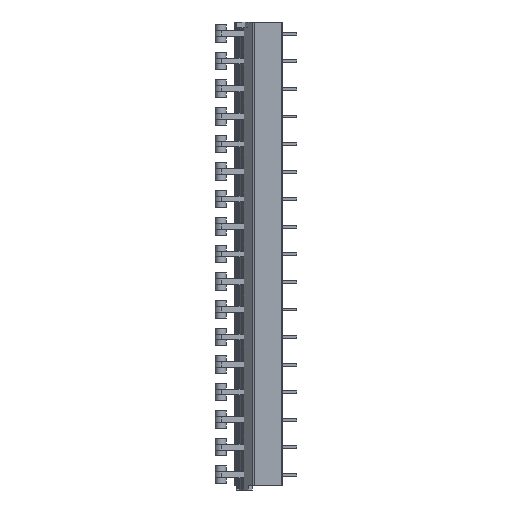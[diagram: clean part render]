
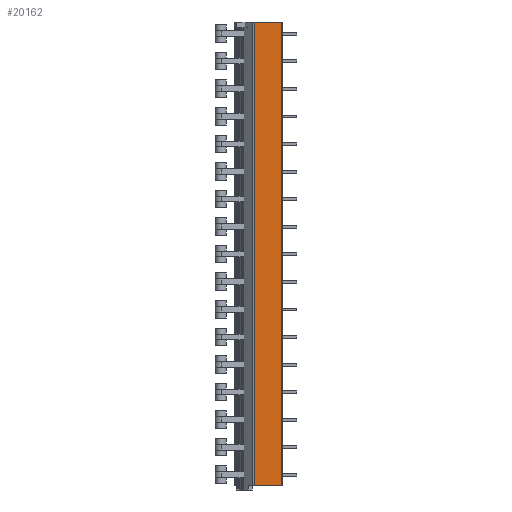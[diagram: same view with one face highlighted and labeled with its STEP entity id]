
A CAD part, left-side view. The second image highlights one B-rep face of the part: STEP entity #20162.
In plain terms, the highlighted planar face has unit normal (-1, 0, 0).
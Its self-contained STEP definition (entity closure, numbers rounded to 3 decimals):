
#30=DIRECTION('',(0.,-1.,0.));
#31=VECTOR('',#30,7.471);
#32=CARTESIAN_POINT('',(0.,7.671,-122.8));
#33=LINE('',#32,#31);
#310=DIRECTION('',(0.,-1.,0.));
#311=VECTOR('',#310,7.471);
#312=CARTESIAN_POINT('',(0.,7.671,3.2));
#313=LINE('',#312,#311);
#611=DIRECTION('',(0.,0.,1.));
#612=VECTOR('',#611,126.);
#613=CARTESIAN_POINT('',(0.,7.671,-122.8));
#614=LINE('',#613,#612);
#615=DIRECTION('',(0.,0.,1.));
#616=VECTOR('',#615,126.);
#617=CARTESIAN_POINT('',(0.,0.2,-122.8));
#618=LINE('',#617,#616);
#15860=CARTESIAN_POINT('',(0.,7.671,-122.8));
#15862=VERTEX_POINT('',#15860);
#15863=CARTESIAN_POINT('',(0.,0.2,-122.8));
#15864=VERTEX_POINT('',#15863);
#15980=CARTESIAN_POINT('',(0.,7.671,3.2));
#15982=VERTEX_POINT('',#15980);
#15983=CARTESIAN_POINT('',(0.,0.2,3.2));
#15984=VERTEX_POINT('',#15983);
#20150=CARTESIAN_POINT('',(0.,7.671,-122.8));
#20151=DIRECTION('',(-1.,0.,0.));
#20152=DIRECTION('',(0.,-1.,0.));
#20153=AXIS2_PLACEMENT_3D('',#20150,#20151,#20152);
#20154=PLANE('',#20153);
#20155=ORIENTED_EDGE('',*,*,#20144,.T.);
#20156=ORIENTED_EDGE('',*,*,#19958,.T.);
#20158=ORIENTED_EDGE('',*,*,#20157,.F.);
#20159=ORIENTED_EDGE('',*,*,#19758,.F.);
#20160=EDGE_LOOP('',(#20155,#20156,#20158,#20159));
#20161=FACE_OUTER_BOUND('',#20160,.F.);
#20162=ADVANCED_FACE('',(#20161),#20154,.T.);
#19758=EDGE_CURVE('',#15862,#15864,#33,.T.);
#19958=EDGE_CURVE('',#15982,#15984,#313,.T.);
#20144=EDGE_CURVE('',#15862,#15982,#614,.T.);
#20157=EDGE_CURVE('',#15864,#15984,#618,.T.);
